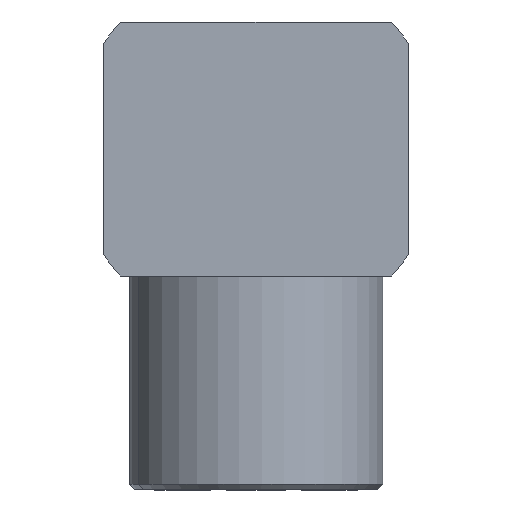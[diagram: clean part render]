
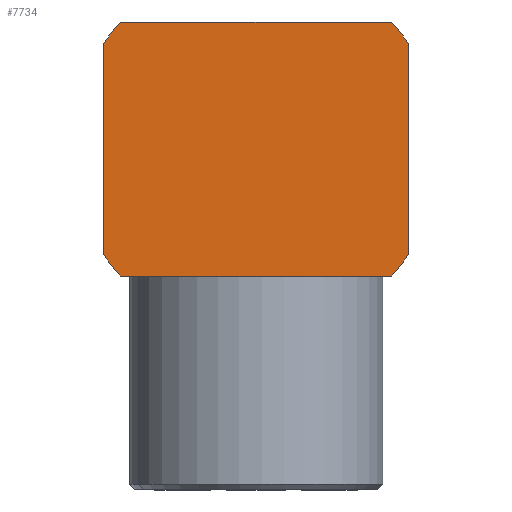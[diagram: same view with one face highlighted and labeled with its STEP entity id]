
A CAD part, front view. The second image highlights one B-rep face of the part: STEP entity #7734.
In plain terms, the highlighted planar face has unit normal (0, -1, 0).
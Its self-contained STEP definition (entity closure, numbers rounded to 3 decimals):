
#170 = CARTESIAN_POINT ( 'NONE',  ( 0.145, -1.131, 5.364 ) ) ;
#216 = VERTEX_POINT ( 'NONE', #7204 ) ;
#356 = VECTOR ( 'NONE', #3799, 1000. ) ;
#451 = VERTEX_POINT ( 'NONE', #10168 ) ;
#556 = AXIS2_PLACEMENT_3D ( 'NONE', #7105, #8313, #6425 ) ;
#600 = AXIS2_PLACEMENT_3D ( 'NONE', #2022, #8404, #3912 ) ;
#755 = VECTOR ( 'NONE', #5567, 1000. ) ;
#774 = LINE ( 'NONE', #1579, #7397 ) ;
#1074 = DIRECTION ( 'NONE',  ( 0., 0., -1. ) ) ;
#1146 = CARTESIAN_POINT ( 'NONE',  ( 2.805, -1.131, 2.864 ) ) ;
#1189 = FACE_OUTER_BOUND ( 'NONE', #8065, .T. ) ;
#1229 = VERTEX_POINT ( 'NONE', #6129 ) ;
#1579 = CARTESIAN_POINT ( 'NONE',  ( 2.805, -1.131, 7.864 ) ) ;
#1600 = CARTESIAN_POINT ( 'NONE',  ( 0.145, -1.131, 5.364 ) ) ;
#1638 = VECTOR ( 'NONE', #1659, 1000. ) ;
#1659 = DIRECTION ( 'NONE',  ( 0., 0., 1. ) ) ;
#2022 = CARTESIAN_POINT ( 'NONE',  ( 0.145, -1.131, 5.364 ) ) ;
#2300 = DIRECTION ( 'NONE',  ( 0., -1., 0. ) ) ;
#2443 = VERTEX_POINT ( 'NONE', #10203 ) ;
#2498 = DIRECTION ( 'NONE',  ( 0., 0., -1. ) ) ;
#3103 = ORIENTED_EDGE ( 'NONE', *, *, #3807, .T. ) ;
#3277 = CARTESIAN_POINT ( 'NONE',  ( 0.145, -1.131, 5.364 ) ) ;
#3380 = CARTESIAN_POINT ( 'NONE',  ( 3.145, -1.131, 7.443 ) ) ;
#3513 = CARTESIAN_POINT ( 'NONE',  ( -2.514, -1.131, 2.864 ) ) ;
#3565 = VERTEX_POINT ( 'NONE', #4628 ) ;
#3588 = EDGE_CURVE ( 'NONE', #3565, #8654, #4463, .T. ) ;
#3592 = AXIS2_PLACEMENT_3D ( 'NONE', #1600, #10328, #1074 ) ;
#3799 = DIRECTION ( 'NONE',  ( 1., 0., 0. ) ) ;
#3807 = EDGE_CURVE ( 'NONE', #6595, #451, #11344, .T. ) ;
#3904 = ORIENTED_EDGE ( 'NONE', *, *, #10620, .T. ) ;
#3912 = DIRECTION ( 'NONE',  ( 0., 0., -1. ) ) ;
#4463 = LINE ( 'NONE', #8325, #755 ) ;
#4513 = ORIENTED_EDGE ( 'NONE', *, *, #5769, .T. ) ;
#4545 = LINE ( 'NONE', #11233, #356 ) ;
#4628 = CARTESIAN_POINT ( 'NONE',  ( -2.855, -1.131, 7.443 ) ) ;
#5163 = VERTEX_POINT ( 'NONE', #3513 ) ;
#5369 = ORIENTED_EDGE ( 'NONE', *, *, #9806, .T. ) ;
#5437 = DIRECTION ( 'NONE',  ( -1., 0., 0. ) ) ;
#5567 = DIRECTION ( 'NONE',  ( 0., 0., -1. ) ) ;
#5579 = EDGE_CURVE ( 'NONE', #8654, #5163, #6291, .T. ) ;
#5769 = EDGE_CURVE ( 'NONE', #2443, #1229, #8674, .T. ) ;
#5794 = ORIENTED_EDGE ( 'NONE', *, *, #5579, .T. ) ;
#6129 = CARTESIAN_POINT ( 'NONE',  ( 2.805, -1.131, 7.864 ) ) ;
#6291 = CIRCLE ( 'NONE', #600, 3.65 ) ;
#6425 = DIRECTION ( 'NONE',  ( 0., 0., -1. ) ) ;
#6595 = VERTEX_POINT ( 'NONE', #1146 ) ;
#7105 = CARTESIAN_POINT ( 'NONE',  ( 0.145, -1.131, 5.364 ) ) ;
#7204 = CARTESIAN_POINT ( 'NONE',  ( -2.514, -1.131, 7.864 ) ) ;
#7397 = VECTOR ( 'NONE', #5437, 1000. ) ;
#7734 = ADVANCED_FACE ( 'NONE', ( #1189 ), #9460, .T. ) ;
#7928 = ORIENTED_EDGE ( 'NONE', *, *, #3588, .T. ) ;
#8065 = EDGE_LOOP ( 'NONE', ( #4513, #5369, #10562, #7928, #5794, #3904, #3103, #11040 ) ) ;
#8313 = DIRECTION ( 'NONE',  ( 0., -1., 0. ) ) ;
#8325 = CARTESIAN_POINT ( 'NONE',  ( -2.855, -1.131, 7.443 ) ) ;
#8404 = DIRECTION ( 'NONE',  ( 0., -1., 0. ) ) ;
#8490 = CIRCLE ( 'NONE', #3592, 3.65 ) ;
#8654 = VERTEX_POINT ( 'NONE', #9327 ) ;
#8674 = CIRCLE ( 'NONE', #9055, 3.65 ) ;
#8675 = AXIS2_PLACEMENT_3D ( 'NONE', #3277, #2300, #10807 ) ;
#8857 = DIRECTION ( 'NONE',  ( 0., -1., 0. ) ) ;
#8942 = EDGE_CURVE ( 'NONE', #451, #2443, #9067, .T. ) ;
#9055 = AXIS2_PLACEMENT_3D ( 'NONE', #170, #8857, #2498 ) ;
#9057 = EDGE_CURVE ( 'NONE', #216, #3565, #8490, .T. ) ;
#9067 = LINE ( 'NONE', #3380, #1638 ) ;
#9327 = CARTESIAN_POINT ( 'NONE',  ( -2.855, -1.131, 3.284 ) ) ;
#9460 = PLANE ( 'NONE',  #8675 ) ;
#9806 = EDGE_CURVE ( 'NONE', #1229, #216, #774, .T. ) ;
#10168 = CARTESIAN_POINT ( 'NONE',  ( 3.145, -1.131, 3.284 ) ) ;
#10203 = CARTESIAN_POINT ( 'NONE',  ( 3.145, -1.131, 7.443 ) ) ;
#10328 = DIRECTION ( 'NONE',  ( 0., -1., 0. ) ) ;
#10562 = ORIENTED_EDGE ( 'NONE', *, *, #9057, .T. ) ;
#10620 = EDGE_CURVE ( 'NONE', #5163, #6595, #4545, .T. ) ;
#10807 = DIRECTION ( 'NONE',  ( 0., 0., -1. ) ) ;
#11040 = ORIENTED_EDGE ( 'NONE', *, *, #8942, .T. ) ;
#11233 = CARTESIAN_POINT ( 'NONE',  ( 2.805, -1.131, 2.864 ) ) ;
#11344 = CIRCLE ( 'NONE', #556, 3.65 ) ;
